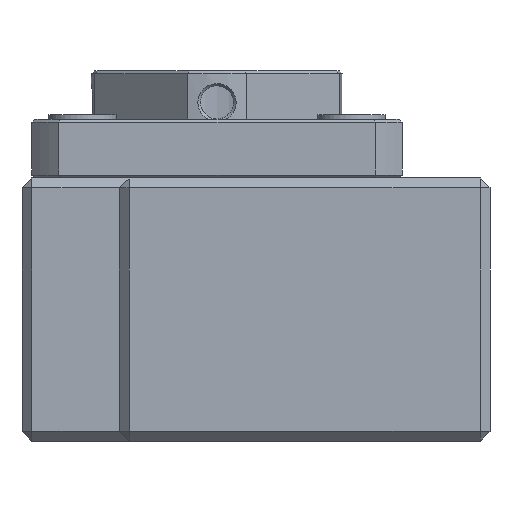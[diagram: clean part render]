
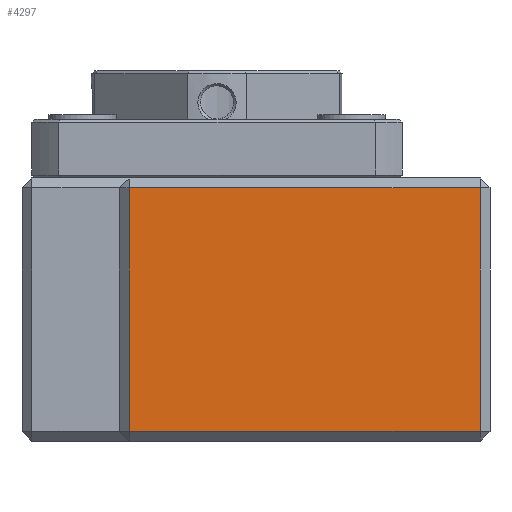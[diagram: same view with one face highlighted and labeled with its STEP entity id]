
A CAD part, left-side view. The second image highlights one B-rep face of the part: STEP entity #4297.
In plain terms, the highlighted planar face has unit normal (-1, 0, 0).
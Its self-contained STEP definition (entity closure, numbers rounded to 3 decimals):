
#48 = PLANE ( 'NONE',  #5324 ) ;
#49 = CARTESIAN_POINT ( 'NONE',  ( -35., 38., 13.5 ) ) ;
#61 = DIRECTION ( 'NONE',  ( 1., 0., 0. ) ) ;
#62 = DIRECTION ( 'NONE',  ( 0., 0., -1. ) ) ;
#1815 = CARTESIAN_POINT ( 'NONE',  ( -35., 1., 12.5 ) ) ;
#1832 = CARTESIAN_POINT ( 'NONE',  ( -35., 1., -12.5 ) ) ;
#1834 = CARTESIAN_POINT ( 'NONE',  ( -35., 37., 12.5 ) ) ;
#1973 = CARTESIAN_POINT ( 'NONE',  ( -35., 37., -12.5 ) ) ;
#3478 = EDGE_LOOP ( 'NONE', ( #5806, #5807, #5808, #5809 ) ) ;
#4297 = ADVANCED_FACE ( 'NONE', ( #6381 ), #48, .F. ) ;
#5324 = AXIS2_PLACEMENT_3D ( 'NONE', #49, #61, #62 ) ;
#5463 = LINE ( 'NONE', #6685, #5499 ) ;
#5498 = VECTOR ( 'NONE', #6690, 1000. ) ;
#5499 = VECTOR ( 'NONE', #6686, 1000. ) ;
#5502 = LINE ( 'NONE', #6684, #5498 ) ;
#5510 = VECTOR ( 'NONE', #6784, 1000. ) ;
#5522 = LINE ( 'NONE', #6783, #5510 ) ;
#5557 = LINE ( 'NONE', #7036, #5564 ) ;
#5564 = VECTOR ( 'NONE', #7037, 1000. ) ;
#5806 = ORIENTED_EDGE ( 'NONE', *, *, #8222, .F. ) ;
#5807 = ORIENTED_EDGE ( 'NONE', *, *, #8209, .F. ) ;
#5808 = ORIENTED_EDGE ( 'NONE', *, *, #8207, .F. ) ;
#5809 = ORIENTED_EDGE ( 'NONE', *, *, #8249, .T. ) ;
#6381 = FACE_OUTER_BOUND ( 'NONE', #3478, .T. ) ;
#6684 = CARTESIAN_POINT ( 'NONE',  ( -35., 38., 12.5 ) ) ;
#6685 = CARTESIAN_POINT ( 'NONE',  ( -35., 37., 13.5 ) ) ;
#6686 = DIRECTION ( 'NONE',  ( 0., 0., 1. ) ) ;
#6690 = DIRECTION ( 'NONE',  ( 0., -1., 0. ) ) ;
#6783 = CARTESIAN_POINT ( 'NONE',  ( -35., 1., 13.5 ) ) ;
#6784 = DIRECTION ( 'NONE',  ( 0., 0., -1. ) ) ;
#7036 = CARTESIAN_POINT ( 'NONE',  ( -35., 38., -12.5 ) ) ;
#7037 = DIRECTION ( 'NONE',  ( 0., -1., 0. ) ) ;
#7629 = VERTEX_POINT ( 'NONE', #1815 ) ;
#7631 = VERTEX_POINT ( 'NONE', #1832 ) ;
#7634 = VERTEX_POINT ( 'NONE', #1834 ) ;
#7932 = VERTEX_POINT ( 'NONE', #1973 ) ;
#8207 = EDGE_CURVE ( 'NONE', #7932, #7634, #5463, .T. ) ;
#8209 = EDGE_CURVE ( 'NONE', #7634, #7629, #5502, .T. ) ;
#8222 = EDGE_CURVE ( 'NONE', #7629, #7631, #5522, .T. ) ;
#8249 = EDGE_CURVE ( 'NONE', #7932, #7631, #5557, .T. ) ;
